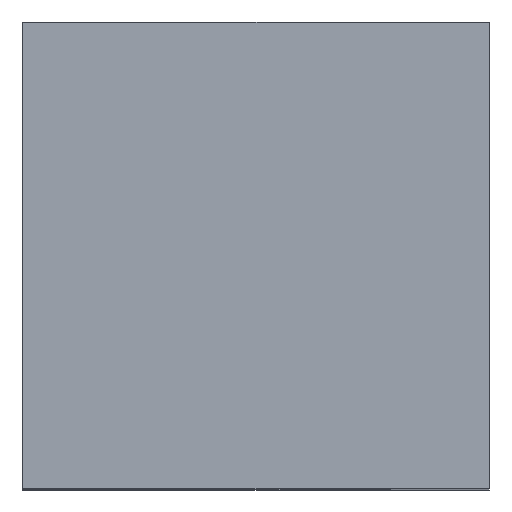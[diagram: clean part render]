
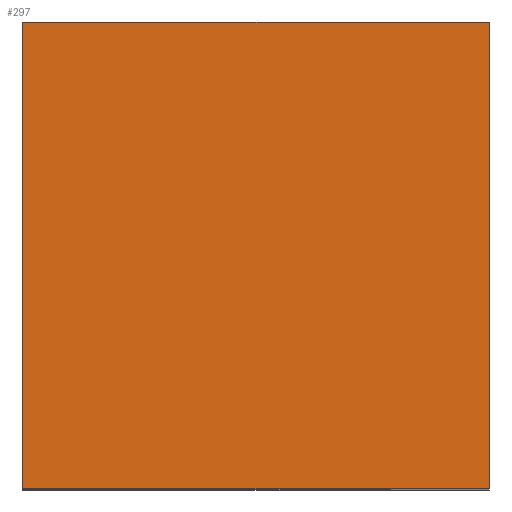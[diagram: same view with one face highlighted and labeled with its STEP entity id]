
A CAD part, top view. The second image highlights one B-rep face of the part: STEP entity #297.
In plain terms, the highlighted planar face has unit normal (0, 0, 1).
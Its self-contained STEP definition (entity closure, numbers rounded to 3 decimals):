
#30=PLANE('',#328);
#45=FACE_OUTER_BOUND('',#62,.T.);
#62=EDGE_LOOP('',(#278,#279,#280,#281));
#64=LINE('',#412,#101);
#70=LINE('',#423,#107);
#94=LINE('',#472,#131);
#98=LINE('',#478,#135);
#101=VECTOR('',#340,10.);
#107=VECTOR('',#348,10.);
#131=VECTOR('',#388,10.);
#135=VECTOR('',#394,10.);
#141=VERTEX_POINT('',#410);
#142=VERTEX_POINT('',#411);
#145=VERTEX_POINT('',#419);
#163=VERTEX_POINT('',#471);
#168=EDGE_CURVE('',#141,#142,#64,.T.);
#174=EDGE_CURVE('',#145,#142,#70,.T.);
#198=EDGE_CURVE('',#163,#145,#94,.T.);
#202=EDGE_CURVE('',#141,#163,#98,.T.);
#278=ORIENTED_EDGE('',*,*,#198,.T.);
#279=ORIENTED_EDGE('',*,*,#174,.T.);
#280=ORIENTED_EDGE('',*,*,#168,.F.);
#281=ORIENTED_EDGE('',*,*,#202,.T.);
#297=ADVANCED_FACE('',(#45),#30,.T.);
#328=AXIS2_PLACEMENT_3D('',#482,#400,#401);
#340=DIRECTION('',(1.,0.,0.));
#348=DIRECTION('',(0.,1.,0.));
#388=DIRECTION('',(1.,0.,0.));
#394=DIRECTION('',(0.,-1.,0.));
#400=DIRECTION('center_axis',(0.,0.,1.));
#401=DIRECTION('ref_axis',(1.,0.,0.));
#410=CARTESIAN_POINT('',(2.,12.7,0.));
#411=CARTESIAN_POINT('',(14.7,12.7,0.));
#412=CARTESIAN_POINT('',(14.,12.7,0.));
#419=CARTESIAN_POINT('',(14.7,0.,0.));
#423=CARTESIAN_POINT('',(14.7,12.5,0.));
#471=CARTESIAN_POINT('',(2.,0.,0.));
#472=CARTESIAN_POINT('',(14.,0.,0.));
#478=CARTESIAN_POINT('',(2.,0.,0.));
#482=CARTESIAN_POINT('Origin',(0.,0.,0.));
